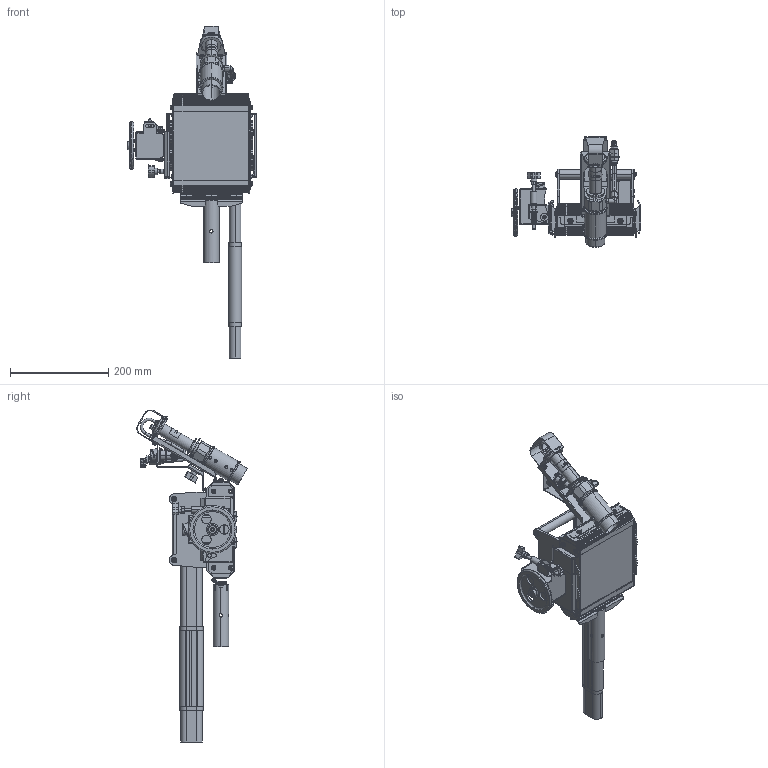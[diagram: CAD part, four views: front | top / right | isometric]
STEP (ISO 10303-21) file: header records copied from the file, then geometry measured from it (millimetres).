
FILE_DESCRIPTION (( 'STEP AP203' ), '1' );
FILE_NAME ('Rolling_Inductor_W_IR_&_Travel_Detect.STEP', '2017-11-15T08:19:57', ( 'ITS' ), ( 'ITW Welding Group' ), 'SwSTEP 2.0', 'SolidWorks 2016', '' );
FILE_SCHEMA (( 'CONFIG_CONTROL_DESIGN' ));
Products named in the file (1): Rolling_Inductor_W_IR_&_Travel_Detect
Bounding box: 262.62 x 224.7 x 675.05 mm (x, y, z)
Surface area: 756737.9 mm2 (no closed solid volume)
Topology: 0 solids, 238 shells, 2316 faces, 8837 edges, 6530 vertices
Faces by surface type: cylinder 1088, plane 803, torus 204, cone 160, bspline 41, sphere 20
Entity records: 120222 total; most frequent: CARTESIAN_POINT 45669, DIRECTION 16903, ORIENTED_EDGE 12665, EDGE_CURVE 8825, AXIS2_PLACEMENT_3D 6531, VERTEX_POINT 6528, CIRCLE 4255, LINE 3841
